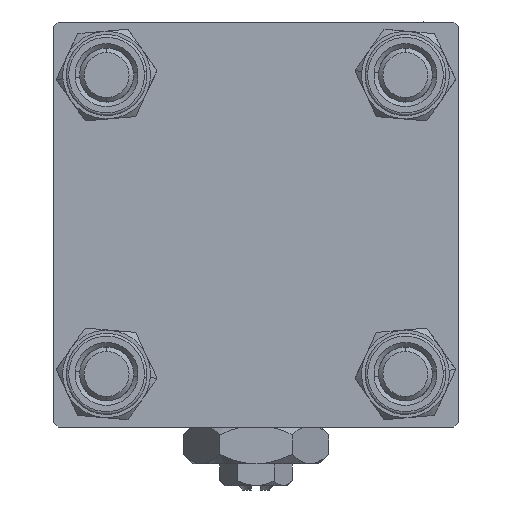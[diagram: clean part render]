
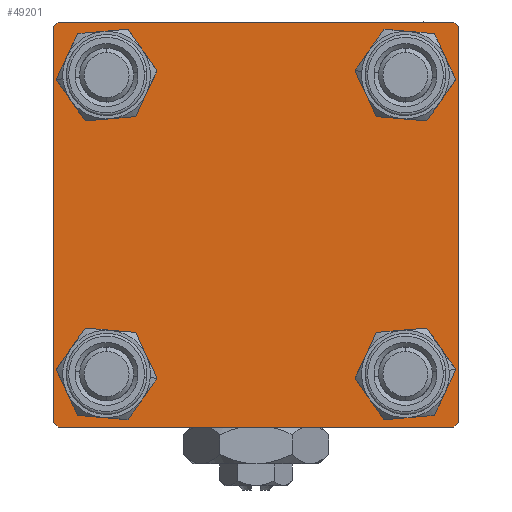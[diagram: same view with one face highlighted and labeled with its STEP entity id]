
A CAD part, left-side view. The second image highlights one B-rep face of the part: STEP entity #49201.
In plain terms, the highlighted planar face has unit normal (-1, 0, 0).
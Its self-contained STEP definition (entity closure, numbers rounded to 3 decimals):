
#107 = VERTEX_POINT ( 'NONE', #41826 ) ;
#185 = AXIS2_PLACEMENT_3D ( 'NONE', #23025, #9556, #41265 ) ;
#867 = ORIENTED_EDGE ( 'NONE', *, *, #38118, .T. ) ;
#1468 = CARTESIAN_POINT ( 'NONE',  ( 0., 16.6, 16.6 ) ) ;
#1524 = AXIS2_PLACEMENT_3D ( 'NONE', #6732, #24972, #24085 ) ;
#2024 = CIRCLE ( 'NONE', #8708, 3.5 ) ;
#2102 = ORIENTED_EDGE ( 'NONE', *, *, #21144, .T. ) ;
#3058 = EDGE_CURVE ( 'NONE', #107, #9280, #17781, .T. ) ;
#3344 = FACE_OUTER_BOUND ( 'NONE', #47838, .T. ) ;
#3595 = AXIS2_PLACEMENT_3D ( 'NONE', #1468, #28380, #46634 ) ;
#4437 = CARTESIAN_POINT ( 'NONE',  ( 0., 16.6, 13.1 ) ) ;
#4763 = CARTESIAN_POINT ( 'NONE',  ( 0., -22.25, 22.25 ) ) ;
#5490 = CARTESIAN_POINT ( 'NONE',  ( 0., -22., 22.5 ) ) ;
#6732 = CARTESIAN_POINT ( 'NONE',  ( 0., -16.6, -16.6 ) ) ;
#7383 = VERTEX_POINT ( 'NONE', #5490 ) ;
#7497 = CARTESIAN_POINT ( 'NONE',  ( 0., -22.5, -22. ) ) ;
#8083 = VERTEX_POINT ( 'NONE', #9407 ) ;
#8366 = DIRECTION ( 'NONE',  ( 1., 0., 0. ) ) ;
#8652 = DIRECTION ( 'NONE',  ( 0., 0.707, 0.707 ) ) ;
#8708 = AXIS2_PLACEMENT_3D ( 'NONE', #31566, #21114, #35153 ) ;
#9280 = VERTEX_POINT ( 'NONE', #58719 ) ;
#9407 = CARTESIAN_POINT ( 'NONE',  ( 0., 22., -22.5 ) ) ;
#9556 = DIRECTION ( 'NONE',  ( 1., 0., 0. ) ) ;
#9598 = CIRCLE ( 'NONE', #185, 3.5 ) ;
#9897 = CIRCLE ( 'NONE', #28989, 3.5 ) ;
#10462 = CARTESIAN_POINT ( 'NONE',  ( 0., -16.6, -13.1 ) ) ;
#10507 = EDGE_CURVE ( 'NONE', #11325, #32250, #18264, .T. ) ;
#10522 = CARTESIAN_POINT ( 'NONE',  ( 0., 22.25, 22.25 ) ) ;
#11108 = DIRECTION ( 'NONE',  ( 1., 0., 0. ) ) ;
#11325 = VERTEX_POINT ( 'NONE', #26341 ) ;
#11676 = AXIS2_PLACEMENT_3D ( 'NONE', #11703, #24887, #52407 ) ;
#11703 = CARTESIAN_POINT ( 'NONE',  ( 0., -16.6, 16.6 ) ) ;
#11718 = FACE_BOUND ( 'NONE', #22171, .T. ) ;
#12391 = ORIENTED_EDGE ( 'NONE', *, *, #58515, .T. ) ;
#13177 = EDGE_LOOP ( 'NONE', ( #32613, #867 ) ) ;
#13267 = ORIENTED_EDGE ( 'NONE', *, *, #55436, .T. ) ;
#13353 = EDGE_CURVE ( 'NONE', #44885, #7383, #54133, .T. ) ;
#14034 = LINE ( 'NONE', #37641, #52279 ) ;
#16250 = CARTESIAN_POINT ( 'NONE',  ( 0., -22.5, 22. ) ) ;
#16472 = VECTOR ( 'NONE', #50554, 1000. ) ;
#17781 = CIRCLE ( 'NONE', #51217, 3.5 ) ;
#17812 = DIRECTION ( 'NONE',  ( 0., -0.707, -0.707 ) ) ;
#18095 = DIRECTION ( 'NONE',  ( 1., 0., 0. ) ) ;
#18199 = AXIS2_PLACEMENT_3D ( 'NONE', #34692, #11108, #47602 ) ;
#18264 = LINE ( 'NONE', #36199, #16472 ) ;
#18727 = CIRCLE ( 'NONE', #1524, 3.5 ) ;
#19382 = ORIENTED_EDGE ( 'NONE', *, *, #24251, .T. ) ;
#19693 = EDGE_CURVE ( 'NONE', #57260, #56586, #18727, .T. ) ;
#20420 = FACE_BOUND ( 'NONE', #39586, .T. ) ;
#21114 = DIRECTION ( 'NONE',  ( 1., 0., 0. ) ) ;
#21144 = EDGE_CURVE ( 'NONE', #43419, #8083, #30655, .T. ) ;
#21283 = FACE_BOUND ( 'NONE', #13177, .T. ) ;
#21548 = LINE ( 'NONE', #48763, #36327 ) ;
#21610 = ORIENTED_EDGE ( 'NONE', *, *, #10507, .T. ) ;
#22136 = CARTESIAN_POINT ( 'NONE',  ( 0., -16.6, -20.1 ) ) ;
#22171 = EDGE_LOOP ( 'NONE', ( #34995, #25741 ) ) ;
#22626 = CARTESIAN_POINT ( 'NONE',  ( 0., 22., 22.5 ) ) ;
#22854 = CARTESIAN_POINT ( 'NONE',  ( 0., 22.5, 22. ) ) ;
#22871 = CARTESIAN_POINT ( 'NONE',  ( 0., -16.6, 16.6 ) ) ;
#23025 = CARTESIAN_POINT ( 'NONE',  ( 0., 16.6, -16.6 ) ) ;
#24085 = DIRECTION ( 'NONE',  ( 0., 0., 1. ) ) ;
#24251 = EDGE_CURVE ( 'NONE', #52413, #43419, #14034, .T. ) ;
#24689 = VECTOR ( 'NONE', #26993, 1000. ) ;
#24887 = DIRECTION ( 'NONE',  ( 1., 0., 0. ) ) ;
#24972 = DIRECTION ( 'NONE',  ( 1., 0., 0. ) ) ;
#24975 = ORIENTED_EDGE ( 'NONE', *, *, #31715, .F. ) ;
#25112 = EDGE_CURVE ( 'NONE', #30356, #53788, #46603, .T. ) ;
#25311 = ORIENTED_EDGE ( 'NONE', *, *, #3058, .T. ) ;
#25741 = ORIENTED_EDGE ( 'NONE', *, *, #39476, .T. ) ;
#26341 = CARTESIAN_POINT ( 'NONE',  ( 0., -22., -22.5 ) ) ;
#26993 = DIRECTION ( 'NONE',  ( 0., -1., 0. ) ) ;
#28380 = DIRECTION ( 'NONE',  ( 1., 0., 0. ) ) ;
#28765 = DIRECTION ( 'NONE',  ( 0., 0.707, -0.707 ) ) ;
#28989 = AXIS2_PLACEMENT_3D ( 'NONE', #54140, #8366, #41247 ) ;
#30349 = CARTESIAN_POINT ( 'NONE',  ( 0., 16.6, 20.1 ) ) ;
#30356 = VERTEX_POINT ( 'NONE', #30349 ) ;
#30655 = LINE ( 'NONE', #45019, #36900 ) ;
#30865 = DIRECTION ( 'NONE',  ( 0., 0., -1. ) ) ;
#31473 = CARTESIAN_POINT ( 'NONE',  ( 0., 22.5, 22.5 ) ) ;
#31566 = CARTESIAN_POINT ( 'NONE',  ( 0., -16.6, -16.6 ) ) ;
#31715 = EDGE_CURVE ( 'NONE', #35812, #7383, #31774, .T. ) ;
#31774 = LINE ( 'NONE', #31473, #24689 ) ;
#31835 = DIRECTION ( 'NONE',  ( 0., 0., 1. ) ) ;
#32250 = VERTEX_POINT ( 'NONE', #7497 ) ;
#32613 = ORIENTED_EDGE ( 'NONE', *, *, #25112, .T. ) ;
#33571 = EDGE_LOOP ( 'NONE', ( #25311, #13267 ) ) ;
#33875 = CARTESIAN_POINT ( 'NONE',  ( 0., 0., 0. ) ) ;
#34560 = AXIS2_PLACEMENT_3D ( 'NONE', #33875, #44007, #52137 ) ;
#34692 = CARTESIAN_POINT ( 'NONE',  ( 0., 16.6, 16.6 ) ) ;
#34995 = ORIENTED_EDGE ( 'NONE', *, *, #19693, .T. ) ;
#35153 = DIRECTION ( 'NONE',  ( 0., 0., 1. ) ) ;
#35337 = CARTESIAN_POINT ( 'NONE',  ( 0., -22.5, 22.5 ) ) ;
#35812 = VERTEX_POINT ( 'NONE', #22626 ) ;
#35891 = DIRECTION ( 'NONE',  ( 0., -1., 0. ) ) ;
#36199 = CARTESIAN_POINT ( 'NONE',  ( 0., -22.25, -22.25 ) ) ;
#36327 = VECTOR ( 'NONE', #35891, 1000. ) ;
#36900 = VECTOR ( 'NONE', #17812, 1000. ) ;
#37272 = VECTOR ( 'NONE', #28765, 1000. ) ;
#37598 = VECTOR ( 'NONE', #8652, 1000. ) ;
#37641 = CARTESIAN_POINT ( 'NONE',  ( 0., 22.5, 22.5 ) ) ;
#38082 = VERTEX_POINT ( 'NONE', #56883 ) ;
#38118 = EDGE_CURVE ( 'NONE', #53788, #30356, #39219, .T. ) ;
#38148 = EDGE_CURVE ( 'NONE', #8083, #11325, #21548, .T. ) ;
#39219 = CIRCLE ( 'NONE', #18199, 3.5 ) ;
#39476 = EDGE_CURVE ( 'NONE', #56586, #57260, #2024, .T. ) ;
#39586 = EDGE_LOOP ( 'NONE', ( #12391, #50135 ) ) ;
#40140 = LINE ( 'NONE', #35337, #45037 ) ;
#41247 = DIRECTION ( 'NONE',  ( 0., 0., 1. ) ) ;
#41265 = DIRECTION ( 'NONE',  ( 0., 0., 1. ) ) ;
#41336 = ORIENTED_EDGE ( 'NONE', *, *, #13353, .T. ) ;
#41726 = ORIENTED_EDGE ( 'NONE', *, *, #38148, .T. ) ;
#41826 = CARTESIAN_POINT ( 'NONE',  ( 0., -16.6, 20.1 ) ) ;
#42906 = EDGE_CURVE ( 'NONE', #53571, #38082, #9598, .T. ) ;
#43419 = VERTEX_POINT ( 'NONE', #47158 ) ;
#44007 = DIRECTION ( 'NONE',  ( -1., 0., 0. ) ) ;
#44885 = VERTEX_POINT ( 'NONE', #16250 ) ;
#45019 = CARTESIAN_POINT ( 'NONE',  ( 0., 22.25, -22.25 ) ) ;
#45037 = VECTOR ( 'NONE', #30865, 1000. ) ;
#45146 = EDGE_CURVE ( 'NONE', #35812, #52413, #51515, .T. ) ;
#46326 = DIRECTION ( 'NONE',  ( 0., 0., -1. ) ) ;
#46603 = CIRCLE ( 'NONE', #3595, 3.5 ) ;
#46634 = DIRECTION ( 'NONE',  ( 0., 0., 1. ) ) ;
#47158 = CARTESIAN_POINT ( 'NONE',  ( 0., 22.5, -22. ) ) ;
#47602 = DIRECTION ( 'NONE',  ( 0., 0., 1. ) ) ;
#47838 = EDGE_LOOP ( 'NONE', ( #19382, #2102, #41726, #21610, #57413, #41336, #24975, #58743 ) ) ;
#48763 = CARTESIAN_POINT ( 'NONE',  ( 0., 22.5, -22.5 ) ) ;
#49201 = ADVANCED_FACE ( 'NONE', ( #57209, #11718, #20420, #21283, #3344 ), #57789, .T. ) ;
#49903 = CIRCLE ( 'NONE', #11676, 3.5 ) ;
#50135 = ORIENTED_EDGE ( 'NONE', *, *, #42906, .T. ) ;
#50554 = DIRECTION ( 'NONE',  ( 0., -0.707, 0.707 ) ) ;
#51217 = AXIS2_PLACEMENT_3D ( 'NONE', #22871, #18095, #31835 ) ;
#51515 = LINE ( 'NONE', #10522, #37272 ) ;
#51742 = CARTESIAN_POINT ( 'NONE',  ( 0., 16.6, -20.1 ) ) ;
#52137 = DIRECTION ( 'NONE',  ( 0., 0., 1. ) ) ;
#52279 = VECTOR ( 'NONE', #46326, 1000. ) ;
#52407 = DIRECTION ( 'NONE',  ( 0., 0., 1. ) ) ;
#52413 = VERTEX_POINT ( 'NONE', #22854 ) ;
#53258 = EDGE_CURVE ( 'NONE', #44885, #32250, #40140, .T. ) ;
#53571 = VERTEX_POINT ( 'NONE', #51742 ) ;
#53788 = VERTEX_POINT ( 'NONE', #4437 ) ;
#54133 = LINE ( 'NONE', #4763, #37598 ) ;
#54140 = CARTESIAN_POINT ( 'NONE',  ( 0., 16.6, -16.6 ) ) ;
#55436 = EDGE_CURVE ( 'NONE', #9280, #107, #49903, .T. ) ;
#56586 = VERTEX_POINT ( 'NONE', #22136 ) ;
#56883 = CARTESIAN_POINT ( 'NONE',  ( 0., 16.6, -13.1 ) ) ;
#57209 = FACE_BOUND ( 'NONE', #33571, .T. ) ;
#57260 = VERTEX_POINT ( 'NONE', #10462 ) ;
#57413 = ORIENTED_EDGE ( 'NONE', *, *, #53258, .F. ) ;
#57789 = PLANE ( 'NONE',  #34560 ) ;
#58515 = EDGE_CURVE ( 'NONE', #38082, #53571, #9897, .T. ) ;
#58719 = CARTESIAN_POINT ( 'NONE',  ( 0., -16.6, 13.1 ) ) ;
#58743 = ORIENTED_EDGE ( 'NONE', *, *, #45146, .T. ) ;
